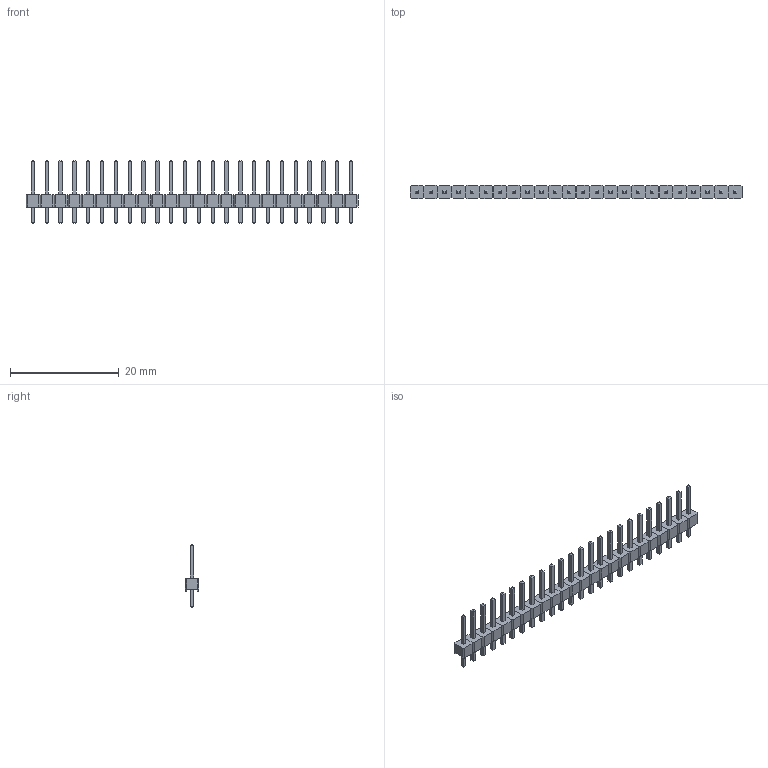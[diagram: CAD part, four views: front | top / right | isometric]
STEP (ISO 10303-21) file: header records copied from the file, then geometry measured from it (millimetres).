
FILE_DESCRIPTION(('FreeCAD Model'),'2;1');
FILE_NAME('male_header_2_54_1X24.step', '2017-06-24T14:22:17',('Author'),(''), 'Open CASCADE STEP processor 6.8','FreeCAD','Unknown');
FILE_SCHEMA(('AUTOMOTIVE_DESIGN_CC2 { 1 2 10303 214 -1 1 5 4 }'));
Length unit declared in the file: millimetre
Products named in the file (49): ASSEMBLY; User_Library-Header_Male_40Pin_BodyArray033; User_Library-Header_Male_40Pin_PinArray032; User_Library-Header_Male_40Pin_PinArray026; User_Library-Header_Male_40Pin_PinArray006; User_Library-Header_Male_40Pin_PinArray033; User_Library-Header_Male_40Pin_PinArray021; User_Library-Header_Male_40Pin_PinArray022; User_Library-Header_Male_40Pin_PinArray014; User_Library-Header_Male_40Pin_PinArray023; User_Library-Header_Male_40Pin_PinArray025; User_Library-Header_Male_40Pin_PinArray027; User_Library-Header_Male_40Pin_PinArray037; User_Library-Header_Male_40Pin_PinArray036; User_Library-Header_Male_40Pin_PinArray018; User_Library-Header_Male_40Pin_PinArray017; User_Library-Header_Male_40Pin_PinArray031; User_Library-Header_Male_40Pin_PinArray016; User_Library-Header_Male_40Pin_PinArray013; User_Library-Header_Male_40Pin_PinArray010; User_Library-Header_Male_40Pin_PinArray020; User_Library-Header_Male_40Pin_PinArray019; User_Library-Header_Male_40Pin_BodyArray023; User_Library-Header_Male_40Pin_BodyArray039; User_Library-Header_Male_40Pin_PinArray003; User_Library-Header_Male_40Pin_BodyArray025; User_Library-Header_Male_40Pin_BodyArray002; User_Library-Header_Male_40Pin_BodyArray016; User_Library-Header_Male_40Pin_BodyArray009; User_Library-Header_Male_40Pin_BodyArray022; User_Library-Header_Male_40Pin_BodyArray010; User_Library-Header_Male_40Pin_BodyArray018; User_Library-Header_Male_40Pin_BodyArray021; User_Library-Header_Male_40Pin_BodyArray013; User_Library-Header_Male_40Pin_BodyArray008; User_Library-Header_Male_40Pin_BodyArray004; User_Library-Header_Male_40Pin_BodyArray028; User_Library-Header_Male_40Pin_BodyArray036; User_Library-Header_Male_40Pin_BodyArray037; User_Library-Header_Male_40Pin_BodyArray014 ...
Assembly tree (48 placements, depth 2):
  ASSEMBLY
    User_Library-Header_Male_40Pin_BodyArray033
    User_Library-Header_Male_40Pin_PinArray032
    User_Library-Header_Male_40Pin_PinArray026
    User_Library-Header_Male_40Pin_PinArray006
    User_Library-Header_Male_40Pin_PinArray033
    User_Library-Header_Male_40Pin_PinArray021
    User_Library-Header_Male_40Pin_PinArray022
    User_Library-Header_Male_40Pin_PinArray014
    User_Library-Header_Male_40Pin_PinArray023
    User_Library-Header_Male_40Pin_PinArray025
    User_Library-Header_Male_40Pin_PinArray027
    User_Library-Header_Male_40Pin_PinArray037
    User_Library-Header_Male_40Pin_PinArray036
    User_Library-Header_Male_40Pin_PinArray018
    User_Library-Header_Male_40Pin_PinArray017
    User_Library-Header_Male_40Pin_PinArray031
    User_Library-Header_Male_40Pin_PinArray016
    User_Library-Header_Male_40Pin_PinArray013
    User_Library-Header_Male_40Pin_PinArray010
    User_Library-Header_Male_40Pin_PinArray020
    User_Library-Header_Male_40Pin_PinArray019
    User_Library-Header_Male_40Pin_BodyArray023
    User_Library-Header_Male_40Pin_BodyArray039
    User_Library-Header_Male_40Pin_PinArray003
    User_Library-Header_Male_40Pin_BodyArray025
    User_Library-Header_Male_40Pin_BodyArray002
    User_Library-Header_Male_40Pin_BodyArray016
    User_Library-Header_Male_40Pin_BodyArray009
    User_Library-Header_Male_40Pin_BodyArray022
    User_Library-Header_Male_40Pin_BodyArray010
    User_Library-Header_Male_40Pin_BodyArray018
    User_Library-Header_Male_40Pin_BodyArray021
    User_Library-Header_Male_40Pin_BodyArray013
    User_Library-Header_Male_40Pin_BodyArray008
    User_Library-Header_Male_40Pin_BodyArray004
    User_Library-Header_Male_40Pin_BodyArray028
    User_Library-Header_Male_40Pin_BodyArray036
    User_Library-Header_Male_40Pin_BodyArray037
    User_Library-Header_Male_40Pin_BodyArray014
    User_Library-Header_Male_40Pin_BodyArray030
    User_Library-Header_Male_40Pin_BodyArray001
    User_Library-Header_Male_40Pin_BodyArray035
    User_Library-Header_Male_40Pin_BodyArray034
    User_Library-Header_Male_40Pin_PinArray007
    User_Library-Header_Male_40Pin_BodyArray038
    User_Library-Header_Male_40Pin_BodyArray005
    User_Library-Header_Male_40Pin_PinArray011
    User_Library-Header_Male_40Pin_PinArray012
Bounding box: 60.96 x 2.49 x 11.54 mm (x, y, z)
Volume: 395.1 mm3; surface area: 1632.3 mm2
Topology: 48 solids, 48 shells, 768 faces, 1728 edges, 1056 vertices
Faces by surface type: plane 768
Entity records: 49314 total; most frequent: CARTESIAN_POINT 7057, DIRECTION 6818, LINE 5184, VECTOR 5184, ORIENTED_EDGE 3456, PCURVE 3456, DEFINITIONAL_REPRESENTATION 3456, EDGE_CURVE 1728
